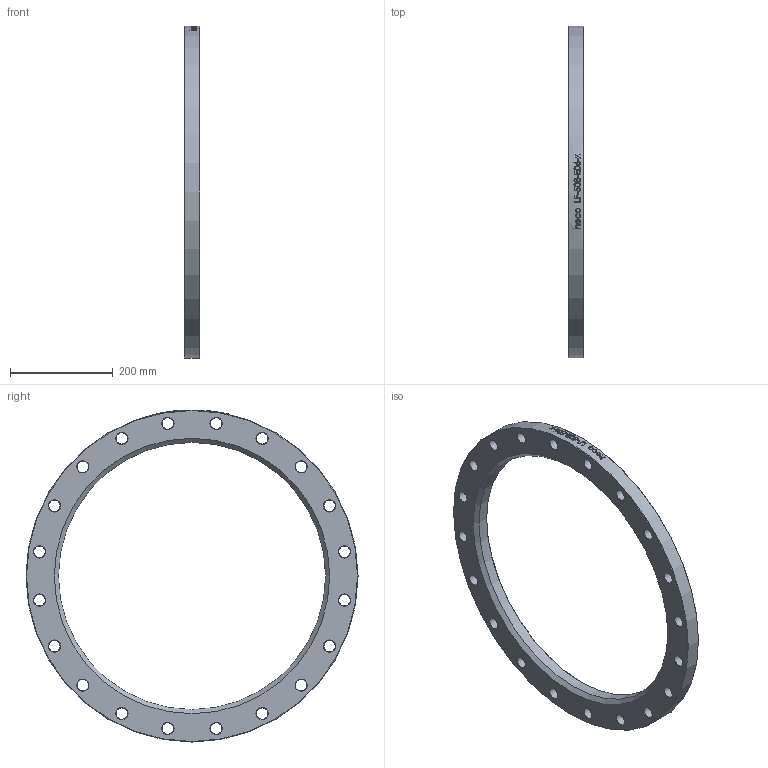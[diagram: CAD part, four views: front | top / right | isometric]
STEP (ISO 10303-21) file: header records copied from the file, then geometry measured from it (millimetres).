
FILE_DESCRIPTION (( 'STEP AP214' ), '1' );
FILE_NAME ('LF-508-E06-x Loser Flansch 2101.STEP', '2021-01-14T09:03:41', ( '' ), ( '' ), 'SwSTEP 2.0', 'SolidWorks 2019', '' );
FILE_SCHEMA (( 'AUTOMOTIVE_DESIGN' ));
Length unit declared in the file: millimetre
Products named in the file (1): LF-508-E06-x Loser Flansch 2101
Bounding box: 30 x 645 x 645 mm (x, y, z)
Volume: 3168524.2 mm3; surface area: 353871.9 mm2
Topology: 1 solids, 1 shells, 91 faces, 337 edges, 271 vertices
Faces by surface type: cylinder 45, cone 44, plane 2
Full cylindrical faces by diameter (mm): 22 x20, 519 x1, 645 x1
Entity records: 7823 total; most frequent: CARTESIAN_POINT 5050, ORIENTED_EDGE 498, DIRECTION 450, VERTEX_POINT 249, EDGE_CURVE 249, EDGE_LOOP 222, AXIS2_PLACEMENT_3D 212, CIRCLE 120
